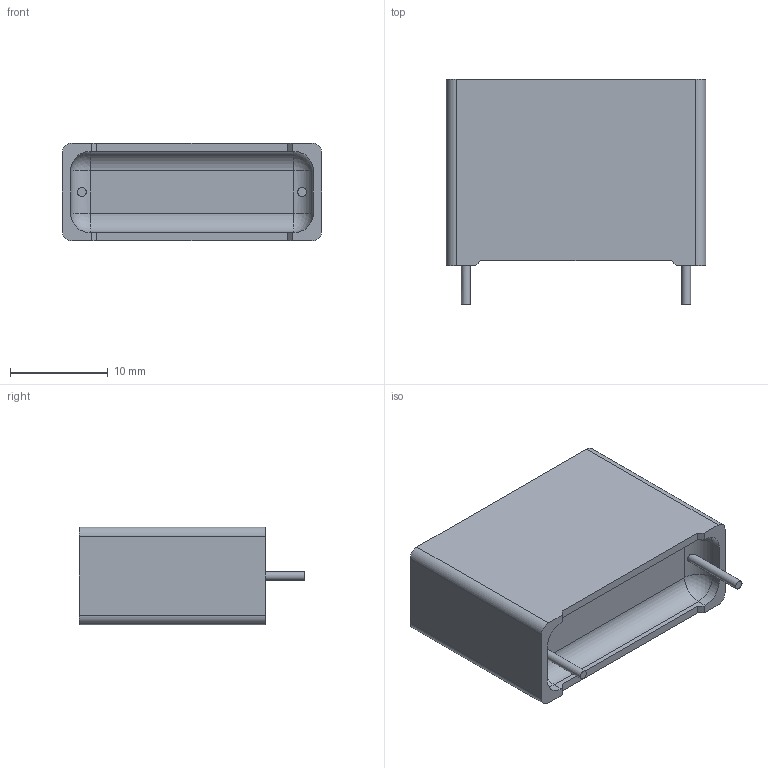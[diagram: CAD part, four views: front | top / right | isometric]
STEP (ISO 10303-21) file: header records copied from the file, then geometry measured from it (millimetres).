
FILE_DESCRIPTION(/* description */ (''),/* implementation_level */ '2;1');
FILE_NAME(/* name */ 'c-rect_p22-5_l26-5_w10_h19.step',/* time_stamp */ '2019-01-26T00:21:41+05:00',/* author */ (''),/* organization */ (''),/* preprocessor_version */ 'ST-DEVELOPER v17.2',/* originating_system */ 'Autodesk Translation Framework v7.6.0.251',/* authorisation */ '');
FILE_SCHEMA (('AUTOMOTIVE_DESIGN { 1 0 10303 214 3 1 1 }'));
Length unit declared in the file: millimetre
Products named in the file (1): C-RECT_P22-5_L26-5_W10_H19
Bounding box: 26.5 x 23 x 10 mm (x, y, z)
Volume: 4454.6 mm3; surface area: 2014.2 mm2
Topology: 1 solids, 1 shells, 38 faces, 90 edges, 56 vertices
Faces by surface type: plane 20, cylinder 14, sphere 4
Full cylindrical faces by diameter (mm): 0.9 x2
Entity records: 1197 total; most frequent: CARTESIAN_POINT 251, DIRECTION 192, ORIENTED_EDGE 180, EDGE_CURVE 90, AXIS2_PLACEMENT_3D 65, LINE 62, VECTOR 62, VERTEX_POINT 56
